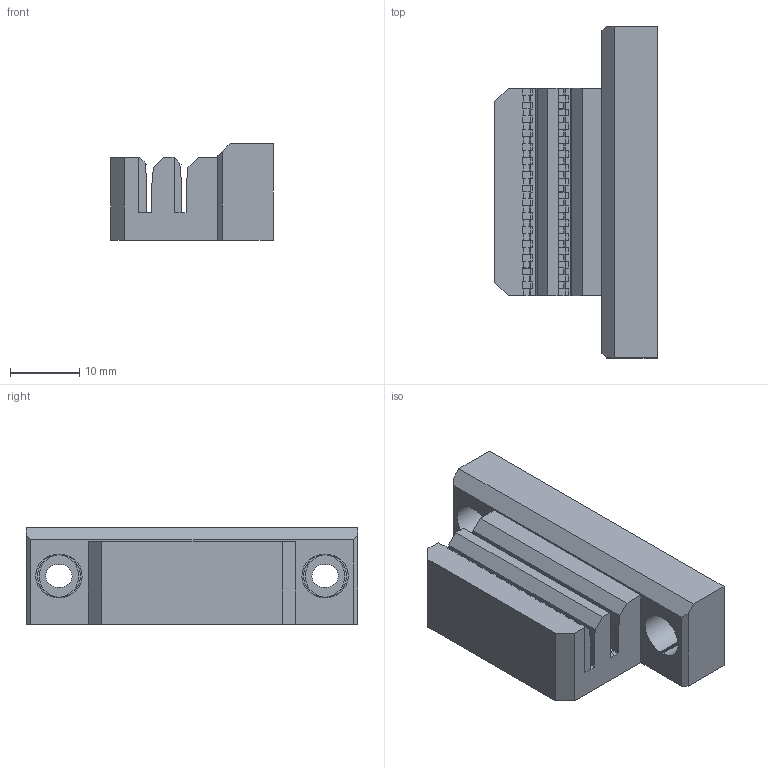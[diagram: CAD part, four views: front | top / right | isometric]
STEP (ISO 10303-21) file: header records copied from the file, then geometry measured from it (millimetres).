
FILE_DESCRIPTION(('FreeCAD Model'),'2;1');
FILE_NAME('y-belt-holder.step', '2017-12-05T20:51:52',(''),(''),'Open CASCADE STEP processor 6.8', 'FreeCAD','Unknown');
FILE_SCHEMA(('AUTOMOTIVE_DESIGN_CC2 { 1 2 10303 214 -1 1 5 4 }'));
Length unit declared in the file: millimetre
Products named in the file (1): difference
Bounding box: 23.5 x 48 x 14 mm (x, y, z)
Volume: 9641.6 mm3; surface area: 5080.6 mm2
Topology: 31 solids, 31 shells, 445 faces, 1065 edges, 684 vertices
Faces by surface type: plane 417, cylinder 28
Entity records: 25378 total; most frequent: CARTESIAN_POINT 5618, DIRECTION 2866, ORIENTED_EDGE 2130, PCURVE 2130, DEFINITIONAL_REPRESENTATION 2130, LINE 1742, VECTOR 1742, B_SPLINE_CURVE_WITH_KNOTS 1293
